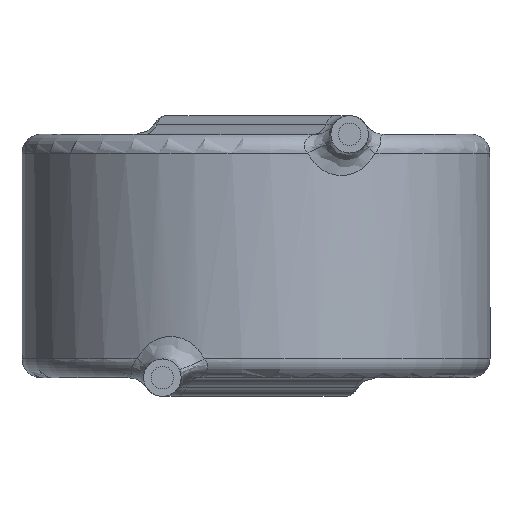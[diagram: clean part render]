
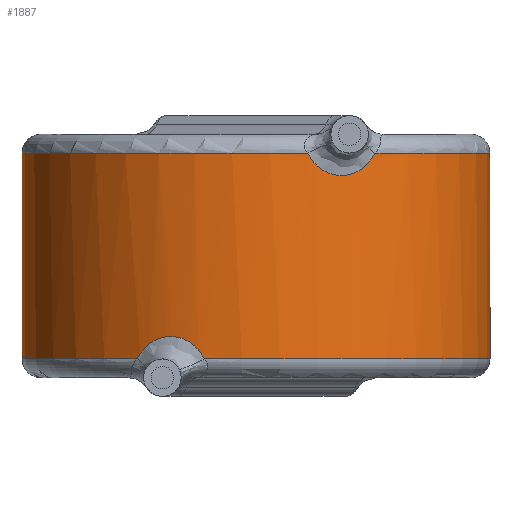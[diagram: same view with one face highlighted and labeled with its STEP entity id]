
A CAD part, front view. The second image highlights one B-rep face of the part: STEP entity #1887.
In plain terms, the highlighted cylindrical face has radius 6.25 mm (diameter 12.5 mm), a partial arc.
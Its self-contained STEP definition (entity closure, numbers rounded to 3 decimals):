
#23 = CARTESIAN_POINT ( 'NONE',  ( -1.846, -5.972, -2.253 ) ) ;
#55 = VERTEX_POINT ( 'NONE', #6337 ) ;
#59 = CARTESIAN_POINT ( 'NONE',  ( -1.429, -6.085, -2.659 ) ) ;
#93 = CARTESIAN_POINT ( 'NONE',  ( -3.175, -5.383, -2.75 ) ) ;
#126 = EDGE_CURVE ( 'NONE', #3532, #3777, #1020, .T. ) ;
#144 = CARTESIAN_POINT ( 'NONE',  ( 6.25, 0., 2.75 ) ) ;
#208 = CARTESIAN_POINT ( 'NONE',  ( -3.175, -5.383, -2.75 ) ) ;
#293 = DIRECTION ( 'NONE',  ( -1., 0., 0. ) ) ;
#385 = DIRECTION ( 'NONE',  ( 0., 0., -1. ) ) ;
#423 = CARTESIAN_POINT ( 'NONE',  ( 2.116, -5.882, 2.16 ) ) ;
#459 = CARTESIAN_POINT ( 'NONE',  ( 1.429, -6.085, 2.659 ) ) ;
#495 = CARTESIAN_POINT ( 'NONE',  ( 3.175, -5.383, 2.75 ) ) ;
#536 = LINE ( 'NONE', #2708, #2356 ) ;
#621 = CIRCLE ( 'NONE', #1187, 6.25 ) ;
#774 = EDGE_CURVE ( 'NONE', #3532, #6080, #621, .T. ) ;
#1020 = B_SPLINE_CURVE_WITH_KNOTS ( 'NONE', 3,
 ( #93, #2736, #5006, #4335, #4872, #2771, #4942, #2224, #5394, #2698, #23, #6543, #3844, #6575, #59, #4470 ),
 .UNSPECIFIED., .F., .F.,
 ( 4, 2, 2, 2, 2, 2, 2, 4 ),
 ( 0., 0., 0.001, 0.001, 0.001, 0.002, 0.002, 0.002 ),
 .UNSPECIFIED. ) ;
#1027 = ORIENTED_EDGE ( 'NONE', *, *, #3540, .T. ) ;
#1122 = EDGE_LOOP ( 'NONE', ( #3547, #5314, #1027, #2464, #5544, #6114, #3948, #3004 ) ) ;
#1187 = AXIS2_PLACEMENT_3D ( 'NONE', #5327, #5740, #6899 ) ;
#1442 = CARTESIAN_POINT ( 'NONE',  ( 1.934, -5.944, 2.213 ) ) ;
#1468 = DIRECTION ( 'NONE',  ( 0., 0., -1. ) ) ;
#1546 = CARTESIAN_POINT ( 'NONE',  ( 6.25, 0., -2.75 ) ) ;
#1560 = DIRECTION ( 'NONE',  ( 0., 0., -1. ) ) ;
#1702 = DIRECTION ( 'NONE',  ( 0., 0., -1. ) ) ;
#1730 = VERTEX_POINT ( 'NONE', #144 ) ;
#1887 = ADVANCED_FACE ( 'NONE', ( #4698 ), #3023, .T. ) ;
#1914 = CARTESIAN_POINT ( 'NONE',  ( 0., 0., -7.293 ) ) ;
#2063 = EDGE_CURVE ( 'NONE', #1730, #6355, #3938, .T. ) ;
#2224 = CARTESIAN_POINT ( 'NONE',  ( -2.208, -5.848, -2.148 ) ) ;
#2356 = VECTOR ( 'NONE', #385, 1000. ) ;
#2464 = ORIENTED_EDGE ( 'NONE', *, *, #5606, .T. ) ;
#2488 = DIRECTION ( 'NONE',  ( 0., 0., -1. ) ) ;
#2547 = CIRCLE ( 'NONE', #4716, 6.25 ) ;
#2550 = CARTESIAN_POINT ( 'NONE',  ( 1.685, -6.019, 2.359 ) ) ;
#2627 = CARTESIAN_POINT ( 'NONE',  ( 1.387, -6.094, 2.75 ) ) ;
#2665 = CARTESIAN_POINT ( 'NONE',  ( 2.667, -5.655, 2.216 ) ) ;
#2698 = CARTESIAN_POINT ( 'NONE',  ( -1.934, -5.944, -2.213 ) ) ;
#2708 = CARTESIAN_POINT ( 'NONE',  ( -6.25, 0., -7.293 ) ) ;
#2736 = CARTESIAN_POINT ( 'NONE',  ( -3.134, -5.408, -2.661 ) ) ;
#2771 = CARTESIAN_POINT ( 'NONE',  ( -2.667, -5.655, -2.216 ) ) ;
#2876 = VERTEX_POINT ( 'NONE', #5352 ) ;
#2909 = VERTEX_POINT ( 'NONE', #1546 ) ;
#3004 = ORIENTED_EDGE ( 'NONE', *, *, #3901, .F. ) ;
#3012 = B_SPLINE_CURVE_WITH_KNOTS ( 'NONE', 3,
 ( #495, #3745, #6401, #6906, #6984, #2665, #4845, #4730, #423, #1442, #3166, #2550, #5336, #7019, #459, #2627 ),
 .UNSPECIFIED., .F., .F.,
 ( 4, 2, 2, 2, 2, 2, 2, 4 ),
 ( 0., 0., 0.001, 0.001, 0.001, 0.002, 0.002, 0.002 ),
 .UNSPECIFIED. ) ;
#3023 = CYLINDRICAL_SURFACE ( 'NONE', #4150, 6.25 ) ;
#3114 = DIRECTION ( 'NONE',  ( -1., 0., 0. ) ) ;
#3166 = CARTESIAN_POINT ( 'NONE',  ( 1.846, -5.972, 2.253 ) ) ;
#3490 = DIRECTION ( 'NONE',  ( 0., 0., -1. ) ) ;
#3532 = VERTEX_POINT ( 'NONE', #208 ) ;
#3540 = EDGE_CURVE ( 'NONE', #6355, #55, #3012, .T. ) ;
#3547 = ORIENTED_EDGE ( 'NONE', *, *, #6743, .F. ) ;
#3557 = DIRECTION ( 'NONE',  ( -1., 0., 0. ) ) ;
#3572 = CARTESIAN_POINT ( 'NONE',  ( 0., 0., -2.75 ) ) ;
#3581 = LINE ( 'NONE', #3657, #6665 ) ;
#3657 = CARTESIAN_POINT ( 'NONE',  ( 6.25, 0., -7.293 ) ) ;
#3745 = CARTESIAN_POINT ( 'NONE',  ( 3.134, -5.408, 2.661 ) ) ;
#3777 = VERTEX_POINT ( 'NONE', #6140 ) ;
#3844 = CARTESIAN_POINT ( 'NONE',  ( -1.61, -6.039, -2.426 ) ) ;
#3901 = EDGE_CURVE ( 'NONE', #2909, #3777, #2547, .T. ) ;
#3938 = CIRCLE ( 'NONE', #4854, 6.25 ) ;
#3948 = ORIENTED_EDGE ( 'NONE', *, *, #126, .T. ) ;
#4150 = AXIS2_PLACEMENT_3D ( 'NONE', #1914, #3490, #3557 ) ;
#4335 = CARTESIAN_POINT ( 'NONE',  ( -2.963, -5.504, -2.437 ) ) ;
#4470 = CARTESIAN_POINT ( 'NONE',  ( -1.387, -6.094, -2.75 ) ) ;
#4581 = CIRCLE ( 'NONE', #5379, 6.25 ) ;
#4698 = FACE_OUTER_BOUND ( 'NONE', #1122, .T. ) ;
#4716 = AXIS2_PLACEMENT_3D ( 'NONE', #3572, #1468, #3114 ) ;
#4730 = CARTESIAN_POINT ( 'NONE',  ( 2.208, -5.848, 2.148 ) ) ;
#4845 = CARTESIAN_POINT ( 'NONE',  ( 2.488, -5.737, 2.154 ) ) ;
#4854 = AXIS2_PLACEMENT_3D ( 'NONE', #5510, #1702, #5546 ) ;
#4872 = CARTESIAN_POINT ( 'NONE',  ( -2.893, -5.541, -2.373 ) ) ;
#4942 = CARTESIAN_POINT ( 'NONE',  ( -2.488, -5.737, -2.154 ) ) ;
#5006 = CARTESIAN_POINT ( 'NONE',  ( -3.083, -5.437, -2.581 ) ) ;
#5314 = ORIENTED_EDGE ( 'NONE', *, *, #2063, .T. ) ;
#5327 = CARTESIAN_POINT ( 'NONE',  ( 0., 0., -2.75 ) ) ;
#5336 = CARTESIAN_POINT ( 'NONE',  ( 1.61, -6.039, 2.426 ) ) ;
#5352 = CARTESIAN_POINT ( 'NONE',  ( -6.25, 0., 2.75 ) ) ;
#5379 = AXIS2_PLACEMENT_3D ( 'NONE', #6302, #2488, #293 ) ;
#5394 = CARTESIAN_POINT ( 'NONE',  ( -2.116, -5.882, -2.16 ) ) ;
#5432 = CARTESIAN_POINT ( 'NONE',  ( 3.175, -5.383, 2.75 ) ) ;
#5510 = CARTESIAN_POINT ( 'NONE',  ( 0., 0., 2.75 ) ) ;
#5543 = CARTESIAN_POINT ( 'NONE',  ( -6.25, 0., -2.75 ) ) ;
#5544 = ORIENTED_EDGE ( 'NONE', *, *, #5964, .T. ) ;
#5546 = DIRECTION ( 'NONE',  ( -1., 0., 0. ) ) ;
#5606 = EDGE_CURVE ( 'NONE', #55, #2876, #4581, .T. ) ;
#5740 = DIRECTION ( 'NONE',  ( 0., 0., -1. ) ) ;
#5964 = EDGE_CURVE ( 'NONE', #2876, #6080, #536, .T. ) ;
#6080 = VERTEX_POINT ( 'NONE', #5543 ) ;
#6114 = ORIENTED_EDGE ( 'NONE', *, *, #774, .F. ) ;
#6140 = CARTESIAN_POINT ( 'NONE',  ( -1.387, -6.094, -2.75 ) ) ;
#6302 = CARTESIAN_POINT ( 'NONE',  ( 0., 0., 2.75 ) ) ;
#6337 = CARTESIAN_POINT ( 'NONE',  ( 1.387, -6.094, 2.75 ) ) ;
#6355 = VERTEX_POINT ( 'NONE', #5432 ) ;
#6401 = CARTESIAN_POINT ( 'NONE',  ( 3.083, -5.437, 2.581 ) ) ;
#6543 = CARTESIAN_POINT ( 'NONE',  ( -1.685, -6.019, -2.359 ) ) ;
#6575 = CARTESIAN_POINT ( 'NONE',  ( -1.483, -6.072, -2.575 ) ) ;
#6665 = VECTOR ( 'NONE', #1560, 1000. ) ;
#6743 = EDGE_CURVE ( 'NONE', #1730, #2909, #3581, .T. ) ;
#6899 = DIRECTION ( 'NONE',  ( -1., 0., 0. ) ) ;
#6906 = CARTESIAN_POINT ( 'NONE',  ( 2.963, -5.504, 2.437 ) ) ;
#6984 = CARTESIAN_POINT ( 'NONE',  ( 2.893, -5.541, 2.373 ) ) ;
#7019 = CARTESIAN_POINT ( 'NONE',  ( 1.483, -6.072, 2.575 ) ) ;
